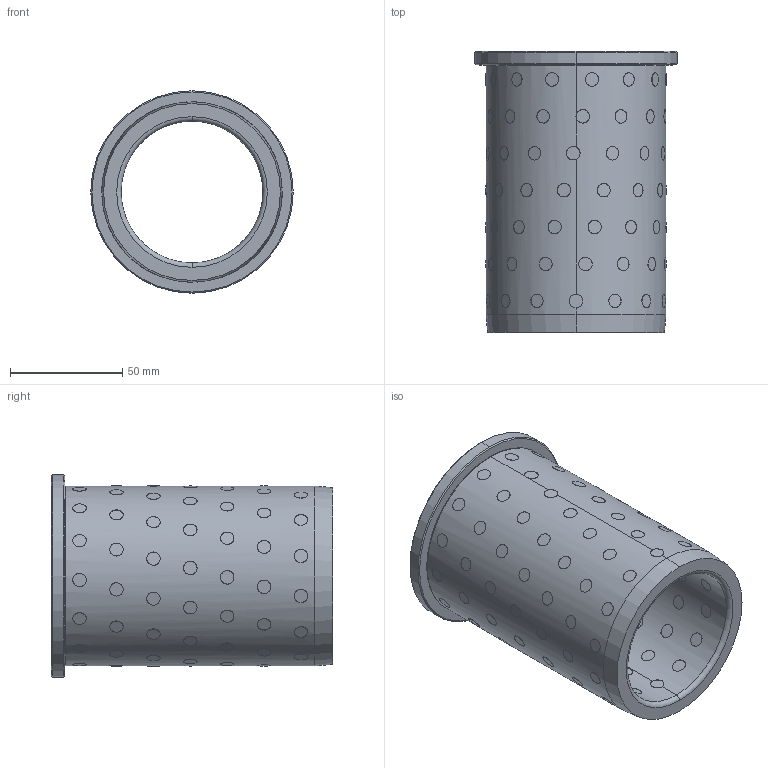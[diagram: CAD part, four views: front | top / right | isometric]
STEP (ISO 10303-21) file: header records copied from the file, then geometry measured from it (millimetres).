
FILE_DESCRIPTION (( 'STEP AP214' ), '1' );
FILE_NAME ('JUM-PAD-D63-L125.STEP', '2021-10-19T02:46:21', ( '' ), ( '' ), 'SwSTEP 2.0', 'SolidWorks 2016', '' );
FILE_SCHEMA (( 'AUTOMOTIVE_DESIGN' ));
Length unit declared in the file: millimetre
Products named in the file (103): ʯī-L8.5; JUM-PAD-D63-L125; JNM-PAD-D63-L125
Assembly tree (100 placements, depth 2):
  ʯī-L8.5
  ʯī-L8.5
  ʯī-L8.5
  JUM-PAD-D63-L125
    JNM-PAD-D63-L125
    ʯī-L8.5  x98
  ʯī-L8.5
Bounding box: 90 x 125 x 90 mm (x, y, z)
Volume: 244764.1 mm3; surface area: 93471.9 mm2
Topology: 99 solids, 99 shells, 613 faces, 1263 edges, 838 vertices
Faces by surface type: cylinder 400, plane 199, cone 10, torus 4
Entity records: 21943 total; most frequent: CARTESIAN_POINT 14023, ORIENTED_EDGE 1360, DIRECTION 962, EDGE_CURVE 680, VERTEX_POINT 448, B_SPLINE_CURVE_WITH_KNOTS 417, EDGE_LOOP 412, AXIS2_PLACEMENT_3D 367
